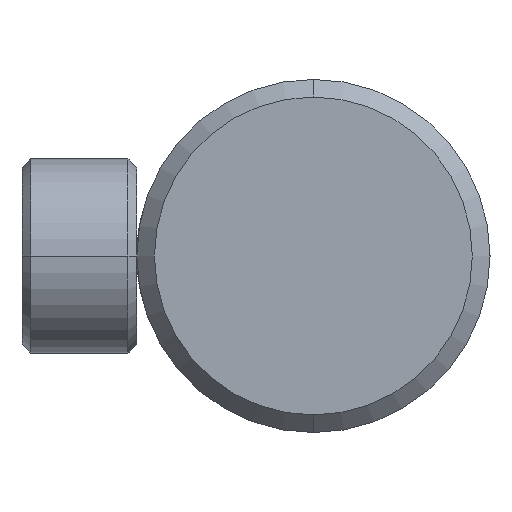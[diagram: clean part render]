
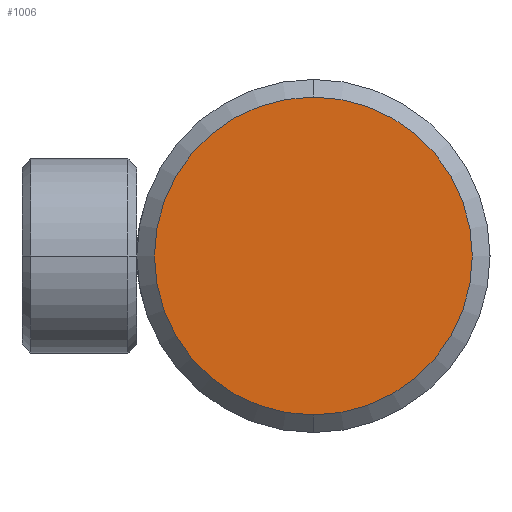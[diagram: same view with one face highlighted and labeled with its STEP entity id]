
A CAD part, left-side view. The second image highlights one B-rep face of the part: STEP entity #1006.
In plain terms, the highlighted planar face has unit normal (-1, 0, 0).
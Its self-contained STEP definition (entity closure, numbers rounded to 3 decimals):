
#133 = ORIENTED_EDGE ( 'NONE', *, *, #2084, .F. ) ;
#139 = CARTESIAN_POINT ( 'NONE',  ( 0., 0., -18. ) ) ;
#270 = CARTESIAN_POINT ( 'NONE',  ( 0., 0., 0. ) ) ;
#449 = DIRECTION ( 'NONE',  ( 0., 0., 1. ) ) ;
#497 = DIRECTION ( 'NONE',  ( 0., 0., -1. ) ) ;
#832 = AXIS2_PLACEMENT_3D ( 'NONE', #2403, #1054, #2621 ) ;
#988 = FACE_OUTER_BOUND ( 'NONE', #2037, .T. ) ;
#1006 = ADVANCED_FACE ( 'NONE', ( #988 ), #2451, .T. ) ;
#1054 = DIRECTION ( 'NONE',  ( 1., 0., 0. ) ) ;
#1168 = CIRCLE ( 'NONE', #832, 18. ) ;
#1335 = CARTESIAN_POINT ( 'NONE',  ( 0., 0., 0. ) ) ;
#1385 = CIRCLE ( 'NONE', #2249, 18. ) ;
#1746 = VERTEX_POINT ( 'NONE', #139 ) ;
#1791 = DIRECTION ( 'NONE',  ( -1., 0., 0. ) ) ;
#1836 = DIRECTION ( 'NONE',  ( 1., 0., 0. ) ) ;
#2037 = EDGE_LOOP ( 'NONE', ( #2861, #133 ) ) ;
#2084 = EDGE_CURVE ( 'NONE', #2352, #1746, #1385, .T. ) ;
#2188 = AXIS2_PLACEMENT_3D ( 'NONE', #1335, #1791, #449 ) ;
#2195 = EDGE_CURVE ( 'NONE', #1746, #2352, #1168, .T. ) ;
#2249 = AXIS2_PLACEMENT_3D ( 'NONE', #270, #1836, #497 ) ;
#2352 = VERTEX_POINT ( 'NONE', #2659 ) ;
#2403 = CARTESIAN_POINT ( 'NONE',  ( 0., 0., 0. ) ) ;
#2451 = PLANE ( 'NONE',  #2188 ) ;
#2621 = DIRECTION ( 'NONE',  ( 0., 0., -1. ) ) ;
#2659 = CARTESIAN_POINT ( 'NONE',  ( 0., 0., 18. ) ) ;
#2861 = ORIENTED_EDGE ( 'NONE', *, *, #2195, .F. ) ;
